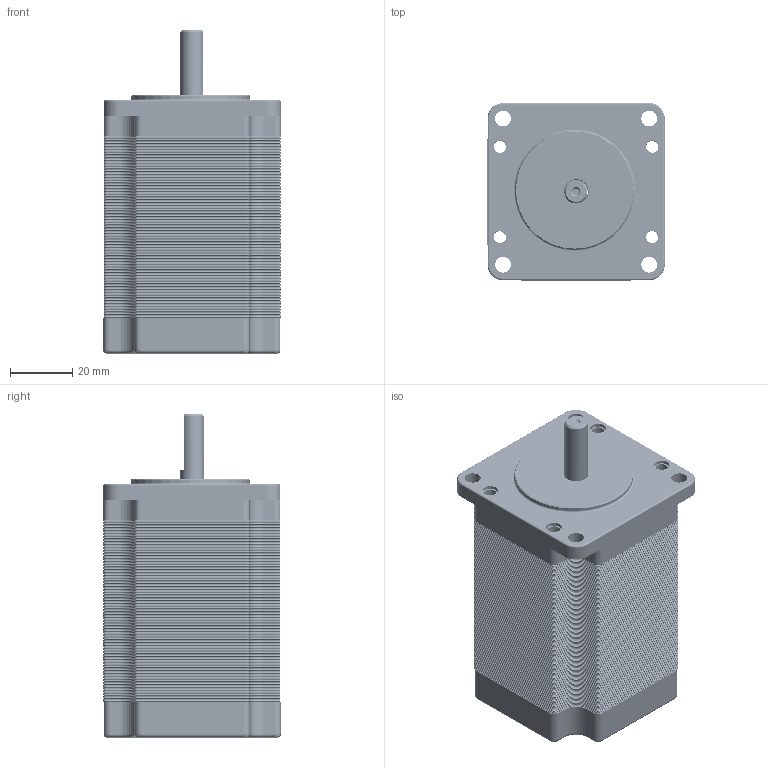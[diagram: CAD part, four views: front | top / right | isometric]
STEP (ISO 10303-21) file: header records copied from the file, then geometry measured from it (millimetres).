
FILE_DESCRIPTION(/* description */ (''),/* implementation_level */ '2;1');
FILE_NAME(/* name */ 'NEMA23_Stepper_269oz v4.step',/* time_stamp */ '2022-11-22T09:13:44-05:00',/* author */ (''),/* organization */ (''),/* preprocessor_version */ 'ST-DEVELOPER v19.2',/* originating_system */ 'Autodesk Translation Framework v11.17.0.187',/* authorisation */ '');
FILE_SCHEMA (('AUTOMOTIVE_DESIGN { 1 0 10303 214 3 1 1 }'));
Length unit declared in the file: millimetre
Products named in the file (6): NEMA23_Stepper_269oz; MotorStepperBasePlate v5; Stepper Stack 117 v2; MotorMagnetPlate2 v3; MotorStepperTopPlate v5; Arbor v2
Assembly tree (121 placements, depth 3):
  NEMA23_Stepper_269oz
    MotorStepperBasePlate v5
    Stepper Stack 117 v2
      MotorMagnetPlate2 v3  x117
    MotorStepperTopPlate v5
    Arbor v2
Bounding box: 57.1 x 57.1 x 103.92 mm (x, y, z)
Volume: 142638.6 mm3; surface area: 387499.6 mm2
Topology: 120 solids, 120 shells, 38331 faces, 114166 edges, 76083 vertices
Faces by surface type: plane 25550, cylinder 11321, torus 1445, bspline 8, cone 7
Full cylindrical faces by diameter (mm): 4 x476, 5 x4, 5.1 x4, 7.5 x1, 7.6 x2, 38.1 x2
Entity records: 17708 total; most frequent: DIRECTION 3155, CARTESIAN_POINT 3040, ORIENTED_EDGE 2828, EDGE_CURVE 1414, AXIS2_PLACEMENT_3D 1108, LINE 939, VECTOR 939, VERTEX_POINT 915
